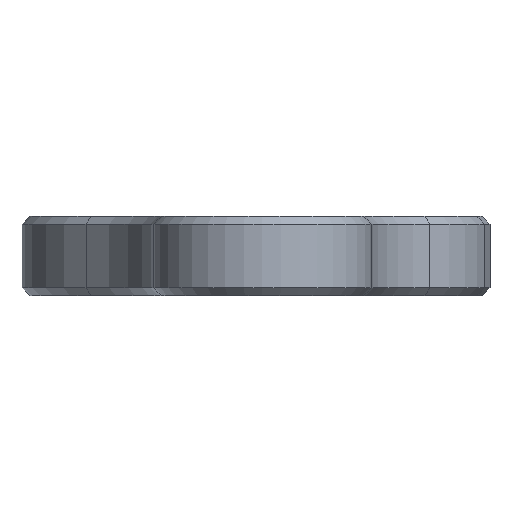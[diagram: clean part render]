
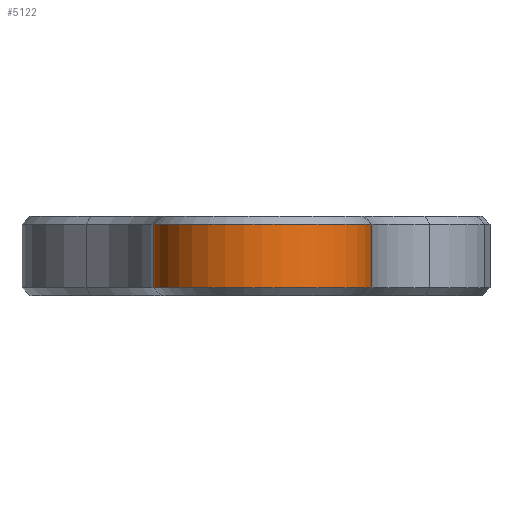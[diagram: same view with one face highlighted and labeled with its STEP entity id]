
A CAD part, front view. The second image highlights one B-rep face of the part: STEP entity #5122.
In plain terms, the highlighted cylindrical face has radius 11 mm (diameter 22 mm), a partial arc.
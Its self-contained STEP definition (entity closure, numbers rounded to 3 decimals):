
#15=CYLINDRICAL_SURFACE('',#5322,11.);
#57=CIRCLE('',#5311,11.);
#62=CIRCLE('',#5323,11.);
#692=FACE_OUTER_BOUND('',#990,.T.);
#990=EDGE_LOOP('',(#4545,#4546,#4547,#4548));
#1468=LINE('',#9606,#1952);
#1469=LINE('',#9609,#1953);
#1952=VECTOR('',#6125,10.);
#1953=VECTOR('',#6128,10.);
#2447=VERTEX_POINT('',#9575);
#2448=VERTEX_POINT('',#9579);
#2454=VERTEX_POINT('',#9605);
#2455=VERTEX_POINT('',#9607);
#3161=EDGE_CURVE('',#2448,#2447,#57,.T.);
#3173=EDGE_CURVE('',#2448,#2454,#1468,.T.);
#3174=EDGE_CURVE('',#2455,#2454,#62,.T.);
#3175=EDGE_CURVE('',#2455,#2447,#1469,.T.);
#4545=ORIENTED_EDGE('',*,*,#3161,.F.);
#4546=ORIENTED_EDGE('',*,*,#3173,.T.);
#4547=ORIENTED_EDGE('',*,*,#3174,.F.);
#4548=ORIENTED_EDGE('',*,*,#3175,.T.);
#5122=ADVANCED_FACE('',(#692),#15,.T.);
#5311=AXIS2_PLACEMENT_3D('',#9581,#6094,#6095);
#5322=AXIS2_PLACEMENT_3D('',#9604,#6123,#6124);
#5323=AXIS2_PLACEMENT_3D('',#9608,#6126,#6127);
#6094=DIRECTION('center_axis',(0.,0.,-1.));
#6095=DIRECTION('ref_axis',(-0.707,-0.707,0.));
#6123=DIRECTION('center_axis',(0.,0.,1.));
#6124=DIRECTION('ref_axis',(-0.707,-0.707,0.));
#6125=DIRECTION('',(0.,0.,1.));
#6126=DIRECTION('center_axis',(0.,0.,1.));
#6127=DIRECTION('ref_axis',(-0.707,-0.707,0.));
#6128=DIRECTION('',(0.,0.,-1.));
#9575=CARTESIAN_POINT('',(-11.,11.,0.8));
#9579=CARTESIAN_POINT('',(11.,11.,0.8));
#9581=CARTESIAN_POINT('Origin',(0.,11.,0.8));
#9604=CARTESIAN_POINT('Origin',(0.,11.,0.));
#9605=CARTESIAN_POINT('',(11.,11.,7.2));
#9606=CARTESIAN_POINT('',(11.,11.,0.));
#9607=CARTESIAN_POINT('',(-11.,11.,7.2));
#9608=CARTESIAN_POINT('Origin',(0.,11.,7.2));
#9609=CARTESIAN_POINT('',(-11.,11.,0.));
